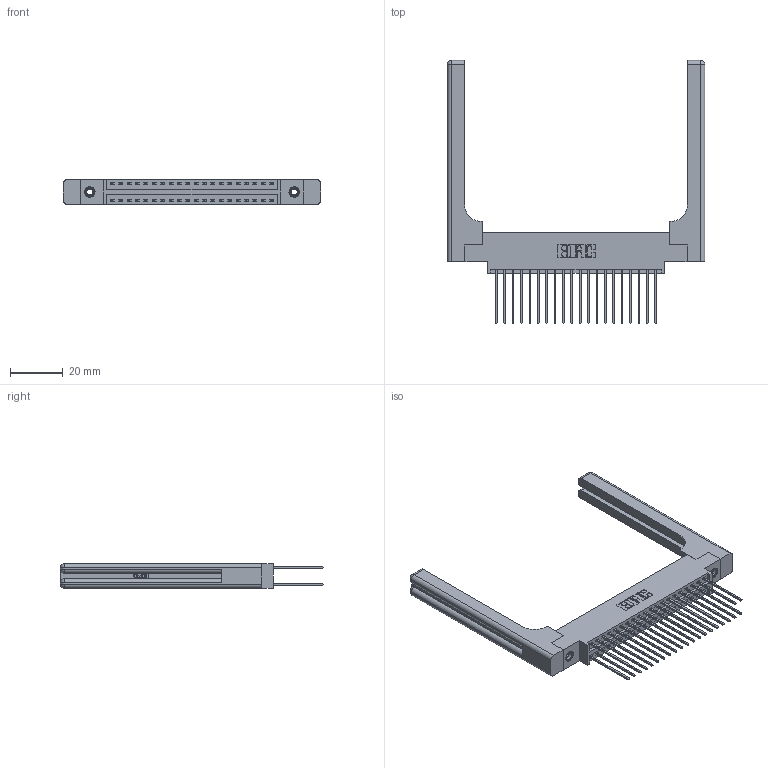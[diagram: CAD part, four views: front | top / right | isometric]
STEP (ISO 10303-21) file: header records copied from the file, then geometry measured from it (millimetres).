
FILE_DESCRIPTION (( 'STEP AP203' ), '1' );
FILE_NAME ('346-040-541-858.STEP', '2022-05-20T02:18:51', ( '' ), ( '' ), 'SwSTEP 2.0', 'SolidWorks 2020', '' );
FILE_SCHEMA (( 'CONFIG_CONTROL_DESIGN' ));
Length unit declared in the file: inch
Products named in the file (5): 346-040-541-858; 345-250-001_345-250-001-102; 346 Part_0.170 Offset - 0.156 Dia-TH; 346-220-058_345-220-058; 345-292-001_345-293-141
Assembly tree (45 placements, depth 2):
  346-040-541-858
    346 Part_0.170 Offset - 0.156 Dia-TH
    345-292-001_345-293-141  x40
    345-250-001_345-250-001-102  x2
    346-220-058_345-220-058  x2
Bounding box: 97.56 x 99.57 x 9.4 mm (x, y, z)
Volume: 16893.6 mm3; surface area: 18861.8 mm2
Topology: 45 solids, 45 shells, 2476 faces, 7243 edges, 4754 vertices
Faces by surface type: plane 1642, cylinder 774, bspline 36, cone 12, sphere 8, torus 4
Entity records: 21762 total; most frequent: CARTESIAN_POINT 4631, ORIENTED_EDGE 3360, DIRECTION 3064, EDGE_CURVE 1680, VECTOR 1376, LINE 1376, VERTEX_POINT 1110, AXIS2_PLACEMENT_3D 844
